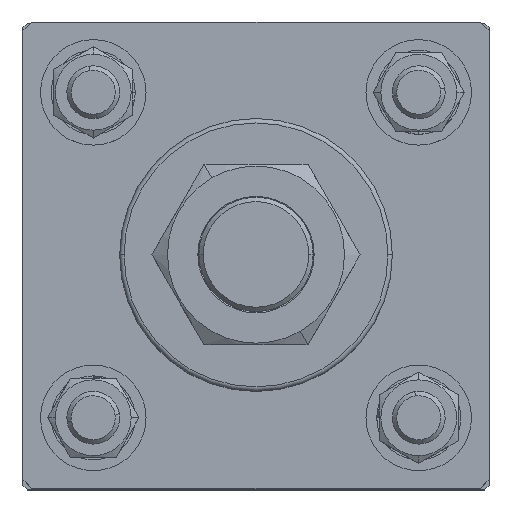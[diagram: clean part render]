
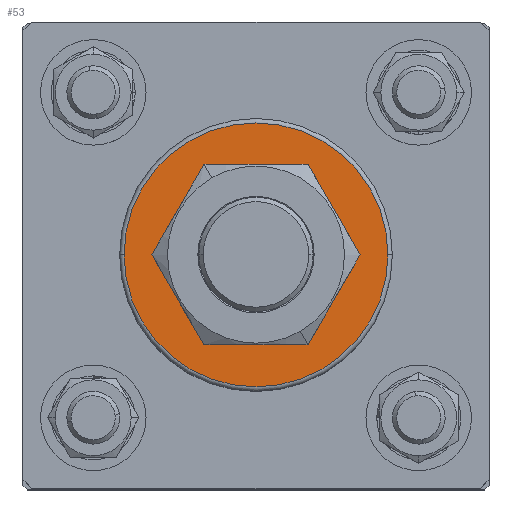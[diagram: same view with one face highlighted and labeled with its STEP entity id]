
A CAD part, top view. The second image highlights one B-rep face of the part: STEP entity #53.
In plain terms, the highlighted face is planar.
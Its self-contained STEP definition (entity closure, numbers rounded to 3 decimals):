
#53 = ADVANCED_FACE ( 'NONE', ( #1695, #1699 ), #6893, .T. ) ;
#184 = EDGE_CURVE ( 'NONE', #1187, #1188, #1940, .T. ) ;
#211 = EDGE_CURVE ( 'NONE', #1211, #1212, #1977, .T. ) ;
#257 = EDGE_CURVE ( 'NONE', #1188, #1187, #3795, .T. ) ;
#258 = EDGE_CURVE ( 'NONE', #1212, #1211, #3796, .T. ) ;
#1139 = EDGE_LOOP ( 'NONE', ( #6939, #6940 ) ) ;
#1142 = EDGE_LOOP ( 'NONE', ( #6937, #6938 ) ) ;
#1187 = VERTEX_POINT ( 'NONE', #5535 ) ;
#1188 = VERTEX_POINT ( 'NONE', #5549 ) ;
#1211 = VERTEX_POINT ( 'NONE', #5571 ) ;
#1212 = VERTEX_POINT ( 'NONE', #5572 ) ;
#1695 = FACE_BOUND ( 'NONE', #1142, .T. ) ;
#1699 = FACE_OUTER_BOUND ( 'NONE', #1139, .T. ) ;
#1940 = CIRCLE ( 'NONE', #2259, 17. ) ;
#1977 = CIRCLE ( 'NONE', #2273, 30. ) ;
#2129 = AXIS2_PLACEMENT_3D ( 'NONE', #6891, #6897, #6898 ) ;
#2259 = AXIS2_PLACEMENT_3D ( 'NONE', #3218, #3219, #3220 ) ;
#2273 = AXIS2_PLACEMENT_3D ( 'NONE', #3357, #3358, #3359 ) ;
#2295 = AXIS2_PLACEMENT_3D ( 'NONE', #4835, #4836, #4837 ) ;
#2296 = AXIS2_PLACEMENT_3D ( 'NONE', #4840, #4841, #4842 ) ;
#3218 = CARTESIAN_POINT ( 'NONE',  ( 0., 0., -50.5 ) ) ;
#3219 = DIRECTION ( 'NONE',  ( 0., 0., 1. ) ) ;
#3220 = DIRECTION ( 'NONE',  ( -1., 0., 0. ) ) ;
#3357 = CARTESIAN_POINT ( 'NONE',  ( 0., 0., -50.5 ) ) ;
#3358 = DIRECTION ( 'NONE',  ( 0., 0., -1. ) ) ;
#3359 = DIRECTION ( 'NONE',  ( -1., 0., 0. ) ) ;
#3795 = CIRCLE ( 'NONE', #2295, 17. ) ;
#3796 = CIRCLE ( 'NONE', #2296, 30. ) ;
#4835 = CARTESIAN_POINT ( 'NONE',  ( 0., 0., -50.5 ) ) ;
#4836 = DIRECTION ( 'NONE',  ( 0., 0., 1. ) ) ;
#4837 = DIRECTION ( 'NONE',  ( -1., 0., 0. ) ) ;
#4840 = CARTESIAN_POINT ( 'NONE',  ( 0., 0., -50.5 ) ) ;
#4841 = DIRECTION ( 'NONE',  ( 0., 0., -1. ) ) ;
#4842 = DIRECTION ( 'NONE',  ( -1., 0., 0. ) ) ;
#5535 = CARTESIAN_POINT ( 'NONE',  ( -17., 0., -50.5 ) ) ;
#5549 = CARTESIAN_POINT ( 'NONE',  ( 17., 0., -50.5 ) ) ;
#5571 = CARTESIAN_POINT ( 'NONE',  ( -30., 0., -50.5 ) ) ;
#5572 = CARTESIAN_POINT ( 'NONE',  ( 30., 0., -50.5 ) ) ;
#6891 = CARTESIAN_POINT ( 'NONE',  ( 0., 0., -50.5 ) ) ;
#6893 = PLANE ( 'NONE',  #2129 ) ;
#6897 = DIRECTION ( 'NONE',  ( 0., 0., -1. ) ) ;
#6898 = DIRECTION ( 'NONE',  ( -1., 0., 0. ) ) ;
#6937 = ORIENTED_EDGE ( 'NONE', *, *, #184, .T. ) ;
#6938 = ORIENTED_EDGE ( 'NONE', *, *, #257, .T. ) ;
#6939 = ORIENTED_EDGE ( 'NONE', *, *, #211, .T. ) ;
#6940 = ORIENTED_EDGE ( 'NONE', *, *, #258, .T. ) ;
